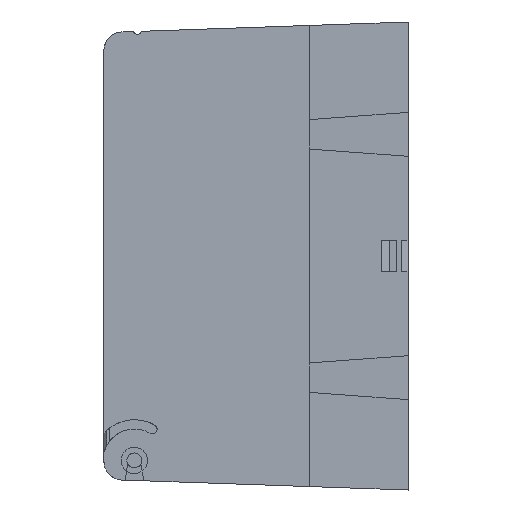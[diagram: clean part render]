
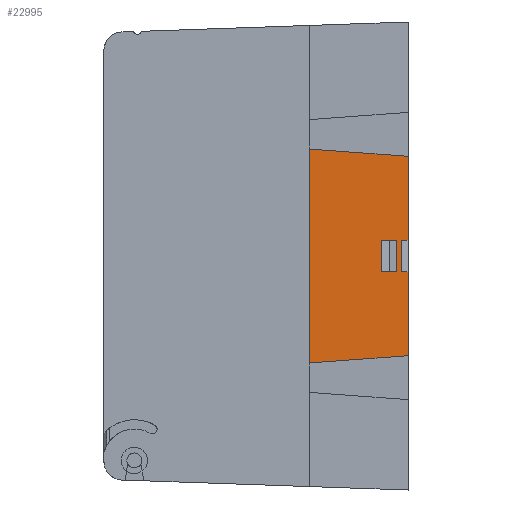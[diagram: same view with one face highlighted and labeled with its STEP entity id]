
A CAD part, left-side view. The second image highlights one B-rep face of the part: STEP entity #22995.
In plain terms, the highlighted planar face has unit normal (-1, 0, 0).
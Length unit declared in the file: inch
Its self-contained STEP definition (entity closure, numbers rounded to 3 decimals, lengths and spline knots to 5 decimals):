
#1479 = CARTESIAN_POINT ( 'NONE',  ( -4.3542, -1.605, 0.17 ) ) ;
#2044 = VERTEX_POINT ( 'NONE', #1479 ) ;
#2248 = DIRECTION ( 'NONE',  ( -1., 0., 0. ) ) ;
#2479 = CARTESIAN_POINT ( 'NONE',  ( -4.3542, -1.3934, 0.17 ) ) ;
#2676 = VERTEX_POINT ( 'NONE', #42996 ) ;
#2812 = VECTOR ( 'NONE', #30026, 39.37008 ) ;
#3162 = EDGE_CURVE ( 'NONE', #2676, #3817, #45917, .T. ) ;
#3236 = EDGE_CURVE ( 'NONE', #42543, #2676, #18453, .T. ) ;
#3418 = CARTESIAN_POINT ( 'NONE',  ( -4.3542, -1.675, -0.17 ) ) ;
#3817 = VERTEX_POINT ( 'NONE', #28123 ) ;
#4214 = DIRECTION ( 'NONE',  ( 0., 0., -1. ) ) ;
#4881 = CARTESIAN_POINT ( 'NONE',  ( -4.3542, -0.87239, 1.12449 ) ) ;
#5830 = CARTESIAN_POINT ( 'NONE',  ( -4.3542, -1.555, -0.17 ) ) ;
#5940 = VECTOR ( 'NONE', #14374, 39.37008 ) ;
#6227 = EDGE_CURVE ( 'NONE', #44817, #11154, #32239, .T. ) ;
#7120 = EDGE_CURVE ( 'NONE', #44817, #42543, #22494, .T. ) ;
#7586 = EDGE_CURVE ( 'NONE', #10465, #26964, #15558, .T. ) ;
#8509 = EDGE_CURVE ( 'NONE', #26964, #24134, #36464, .T. ) ;
#8829 = VECTOR ( 'NONE', #27221, 39.37008 ) ;
#9298 = EDGE_CURVE ( 'NONE', #14510, #2044, #31751, .T. ) ;
#9424 = LINE ( 'NONE', #44391, #17895 ) ;
#9669 = ORIENTED_EDGE ( 'NONE', *, *, #20026, .F. ) ;
#10200 = EDGE_CURVE ( 'NONE', #14510, #11154, #9424, .T. ) ;
#10465 = VERTEX_POINT ( 'NONE', #20570 ) ;
#10805 = EDGE_CURVE ( 'NONE', #2044, #23862, #21797, .T. ) ;
#11154 = VERTEX_POINT ( 'NONE', #33221 ) ;
#12052 = VECTOR ( 'NONE', #24230, 39.37008 ) ;
#12059 = CARTESIAN_POINT ( 'NONE',  ( -4.3542, -0.625, 1.14282 ) ) ;
#13595 = LINE ( 'NONE', #3418, #42703 ) ;
#14374 = DIRECTION ( 'NONE',  ( 0., 0., -1. ) ) ;
#14510 = VERTEX_POINT ( 'NONE', #31492 ) ;
#15152 = EDGE_CURVE ( 'NONE', #10465, #46995, #41124, .T. ) ;
#15283 = ORIENTED_EDGE ( 'NONE', *, *, #7586, .T. ) ;
#15432 = CARTESIAN_POINT ( 'NONE',  ( -4.3542, -1.675, 0.17 ) ) ;
#15558 = LINE ( 'NONE', #36173, #5940 ) ;
#15755 = EDGE_LOOP ( 'NONE', ( #47284, #15283, #44144, #9669 ) ) ;
#16816 = DIRECTION ( 'NONE',  ( 0., 1., 0. ) ) ;
#17080 = VECTOR ( 'NONE', #16816, 39.37008 ) ;
#17895 = VECTOR ( 'NONE', #22495, 39.37008 ) ;
#18453 = LINE ( 'NONE', #45310, #8829 ) ;
#20026 = EDGE_CURVE ( 'NONE', #46995, #24134, #43850, .T. ) ;
#20554 = CARTESIAN_POINT ( 'NONE',  ( -4.3542, -1.3934, 0.17 ) ) ;
#20570 = CARTESIAN_POINT ( 'NONE',  ( -4.3542, -1.555, 0.17 ) ) ;
#20672 = CARTESIAN_POINT ( 'NONE',  ( -4.3542, -0.625, 2.21333 ) ) ;
#21797 = LINE ( 'NONE', #36967, #28023 ) ;
#22494 = LINE ( 'NONE', #20672, #41960 ) ;
#22495 = DIRECTION ( 'NONE',  ( 0., 0., 1. ) ) ;
#22570 = VECTOR ( 'NONE', #37658, 39.37008 ) ;
#22995 = ADVANCED_FACE ( 'NONE', ( #37570, #46181 ), #31086, .T. ) ;
#23862 = VERTEX_POINT ( 'NONE', #37047 ) ;
#23978 = CARTESIAN_POINT ( 'NONE',  ( -4.3542, -0.625, -2.21333 ) ) ;
#24134 = VERTEX_POINT ( 'NONE', #24566 ) ;
#24230 = DIRECTION ( 'NONE',  ( 0., 1., 0. ) ) ;
#24274 = ORIENTED_EDGE ( 'NONE', *, *, #45656, .T. ) ;
#24336 = DIRECTION ( 'NONE',  ( 0., 0., -1. ) ) ;
#24397 = VECTOR ( 'NONE', #37378, 39.37008 ) ;
#24566 = CARTESIAN_POINT ( 'NONE',  ( -4.3542, -1.3934, -0.17 ) ) ;
#26964 = VERTEX_POINT ( 'NONE', #5830 ) ;
#27221 = DIRECTION ( 'NONE',  ( 0., -0.997, 0.074 ) ) ;
#27475 = ORIENTED_EDGE ( 'NONE', *, *, #3236, .T. ) ;
#27606 = CARTESIAN_POINT ( 'NONE',  ( -4.3542, -1.3934, -0.17 ) ) ;
#27609 = DIRECTION ( 'NONE',  ( 0., 0., 1. ) ) ;
#27643 = ORIENTED_EDGE ( 'NONE', *, *, #10805, .F. ) ;
#28023 = VECTOR ( 'NONE', #4214, 39.37008 ) ;
#28123 = CARTESIAN_POINT ( 'NONE',  ( -4.3542, -1.675, -0.17 ) ) ;
#30026 = DIRECTION ( 'NONE',  ( 0., 1., 0. ) ) ;
#30386 = ORIENTED_EDGE ( 'NONE', *, *, #3162, .T. ) ;
#30841 = ORIENTED_EDGE ( 'NONE', *, *, #7120, .T. ) ;
#31086 = PLANE ( 'NONE',  #44404 ) ;
#31492 = CARTESIAN_POINT ( 'NONE',  ( -4.3542, -1.675, 0.17 ) ) ;
#31751 = LINE ( 'NONE', #15432, #2812 ) ;
#32239 = LINE ( 'NONE', #4881, #22570 ) ;
#32453 = DIRECTION ( 'NONE',  ( 0., 1., 0. ) ) ;
#33221 = CARTESIAN_POINT ( 'NONE',  ( -4.3542, -1.675, 1.065 ) ) ;
#33759 = CARTESIAN_POINT ( 'NONE',  ( -4.3542, -1.675, -2.25 ) ) ;
#33788 = ORIENTED_EDGE ( 'NONE', *, *, #6227, .F. ) ;
#35911 = ORIENTED_EDGE ( 'NONE', *, *, #9298, .F. ) ;
#36173 = CARTESIAN_POINT ( 'NONE',  ( -4.3542, -1.555, 0.17 ) ) ;
#36383 = EDGE_LOOP ( 'NONE', ( #35911, #37764, #33788, #30841, #27475, #30386, #24274, #27643 ) ) ;
#36464 = LINE ( 'NONE', #27606, #17080 ) ;
#36967 = CARTESIAN_POINT ( 'NONE',  ( -4.3542, -1.605, 0.17 ) ) ;
#37047 = CARTESIAN_POINT ( 'NONE',  ( -4.3542, -1.605, -0.17 ) ) ;
#37378 = DIRECTION ( 'NONE',  ( 0., 0., -1. ) ) ;
#37570 = FACE_OUTER_BOUND ( 'NONE', #36383, .T. ) ;
#37658 = DIRECTION ( 'NONE',  ( 0., -0.997, -0.074 ) ) ;
#37764 = ORIENTED_EDGE ( 'NONE', *, *, #10200, .T. ) ;
#37982 = CARTESIAN_POINT ( 'NONE',  ( -4.3542, -0.625, -1.14282 ) ) ;
#41062 = CARTESIAN_POINT ( 'NONE',  ( -4.3542, -1.3934, 0.17 ) ) ;
#41124 = LINE ( 'NONE', #2479, #12052 ) ;
#41165 = DIRECTION ( 'NONE',  ( 0., 0., 1. ) ) ;
#41960 = VECTOR ( 'NONE', #24336, 39.37008 ) ;
#42543 = VERTEX_POINT ( 'NONE', #37982 ) ;
#42703 = VECTOR ( 'NONE', #32453, 39.37008 ) ;
#42996 = CARTESIAN_POINT ( 'NONE',  ( -4.3542, -1.675, -1.065 ) ) ;
#43850 = LINE ( 'NONE', #41062, #24397 ) ;
#44144 = ORIENTED_EDGE ( 'NONE', *, *, #8509, .T. ) ;
#44391 = CARTESIAN_POINT ( 'NONE',  ( -4.3542, -1.675, -2.25 ) ) ;
#44404 = AXIS2_PLACEMENT_3D ( 'NONE', #23978, #2248, #27609 ) ;
#44817 = VERTEX_POINT ( 'NONE', #12059 ) ;
#45310 = CARTESIAN_POINT ( 'NONE',  ( -4.3542, -1.675, -1.065 ) ) ;
#45656 = EDGE_CURVE ( 'NONE', #3817, #23862, #13595, .T. ) ;
#45917 = LINE ( 'NONE', #33759, #47088 ) ;
#46181 = FACE_BOUND ( 'NONE', #15755, .T. ) ;
#46995 = VERTEX_POINT ( 'NONE', #20554 ) ;
#47088 = VECTOR ( 'NONE', #41165, 39.37008 ) ;
#47284 = ORIENTED_EDGE ( 'NONE', *, *, #15152, .F. ) ;
